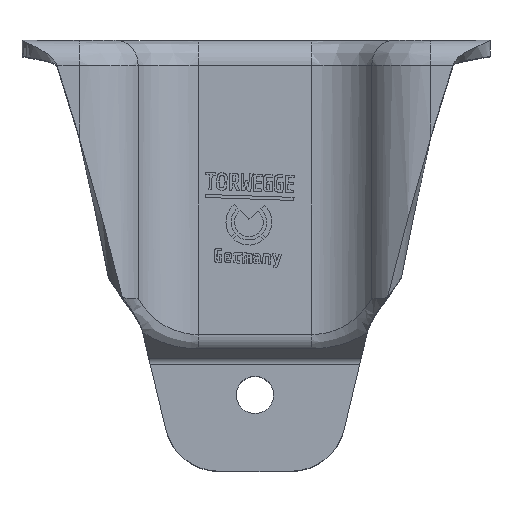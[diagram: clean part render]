
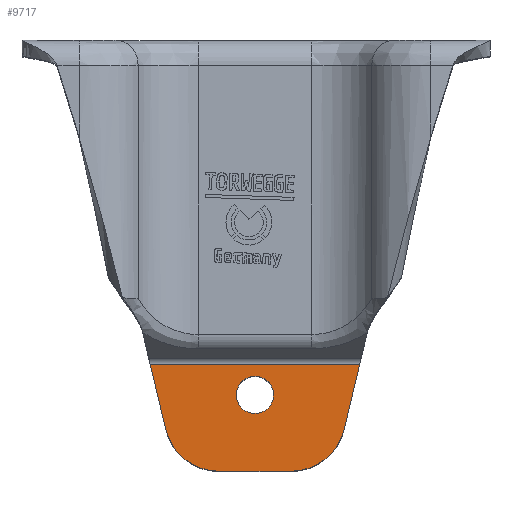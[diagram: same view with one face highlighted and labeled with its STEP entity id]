
A CAD part, top view. The second image highlights one B-rep face of the part: STEP entity #9717.
In plain terms, the highlighted planar face has unit normal (0, 0, 1).
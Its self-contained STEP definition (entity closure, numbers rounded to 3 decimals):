
#295 = DIRECTION ( 'NONE',  ( 1., 0., 0. ) ) ;
#342 = CIRCLE ( 'NONE', #5692, 4.1 ) ;
#457 = DIRECTION ( 'NONE',  ( 0., 0., -1. ) ) ;
#491 = PLANE ( 'NONE',  #4371 ) ;
#591 = DIRECTION ( 'NONE',  ( -1., 0., 0. ) ) ;
#785 = VERTEX_POINT ( 'NONE', #10578 ) ;
#1502 = CARTESIAN_POINT ( 'NONE',  ( 19.631, -85.572, 24.5 ) ) ;
#1856 = DIRECTION ( 'NONE',  ( -1., 0., 0. ) ) ;
#1954 = CIRCLE ( 'NONE', #7947, 12. ) ;
#2393 = VERTEX_POINT ( 'NONE', #13408 ) ;
#3052 = LINE ( 'NONE', #10673, #8567 ) ;
#3460 = LINE ( 'NONE', #13871, #19187 ) ;
#3746 = EDGE_CURVE ( 'NONE', #14652, #785, #3052, .T. ) ;
#3874 = EDGE_CURVE ( 'NONE', #8631, #2393, #14151, .T. ) ;
#4036 = ORIENTED_EDGE ( 'NONE', *, *, #12416, .T. ) ;
#4053 = VERTEX_POINT ( 'NONE', #4311 ) ;
#4056 = VERTEX_POINT ( 'NONE', #14437 ) ;
#4311 = CARTESIAN_POINT ( 'NONE',  ( 4.1, -78., 24.5 ) ) ;
#4371 = AXIS2_PLACEMENT_3D ( 'NONE', #19192, #8202, #591 ) ;
#4833 = EDGE_CURVE ( 'NONE', #13570, #4053, #342, .T. ) ;
#5344 = EDGE_CURVE ( 'NONE', #785, #8631, #13044, .T. ) ;
#5664 = EDGE_LOOP ( 'NONE', ( #8419, #11017, #10714, #7162, #8124, #4036 ) ) ;
#5692 = AXIS2_PLACEMENT_3D ( 'NONE', #7109, #14964, #16548 ) ;
#6957 = DIRECTION ( 'NONE',  ( 0., 0., 1. ) ) ;
#7109 = CARTESIAN_POINT ( 'NONE',  ( 0., -78., 24.5 ) ) ;
#7162 = ORIENTED_EDGE ( 'NONE', *, *, #16014, .T. ) ;
#7661 = CARTESIAN_POINT ( 'NONE',  ( 7.958, -82.788, 24.5 ) ) ;
#7947 = AXIS2_PLACEMENT_3D ( 'NONE', #14411, #6957, #11619 ) ;
#7976 = CARTESIAN_POINT ( 'NONE',  ( -4.1, -78., 24.5 ) ) ;
#7990 = DIRECTION ( 'NONE',  ( 0.232, -0.973, 0. ) ) ;
#8124 = ORIENTED_EDGE ( 'NONE', *, *, #10650, .T. ) ;
#8156 = EDGE_LOOP ( 'NONE', ( #17599, #18437 ) ) ;
#8202 = DIRECTION ( 'NONE',  ( 0., 0., 1. ) ) ;
#8419 = ORIENTED_EDGE ( 'NONE', *, *, #3746, .T. ) ;
#8567 = VECTOR ( 'NONE', #15455, 1000. ) ;
#8631 = VERTEX_POINT ( 'NONE', #15821 ) ;
#9184 = VECTOR ( 'NONE', #17812, 1000. ) ;
#9717 = ADVANCED_FACE ( 'NONE', ( #18354, #14171 ), #491, .T. ) ;
#10578 = CARTESIAN_POINT ( 'NONE',  ( 23.053, -71.221, 24.5 ) ) ;
#10639 = DIRECTION ( 'NONE',  ( 0., 0., 1. ) ) ;
#10650 = EDGE_CURVE ( 'NONE', #4056, #16913, #3460, .T. ) ;
#10673 = CARTESIAN_POINT ( 'NONE',  ( 19.631, -85.572, 24.5 ) ) ;
#10714 = ORIENTED_EDGE ( 'NONE', *, *, #3874, .T. ) ;
#11017 = ORIENTED_EDGE ( 'NONE', *, *, #5344, .T. ) ;
#11619 = DIRECTION ( 'NONE',  ( -1., 0., 0. ) ) ;
#11745 = CARTESIAN_POINT ( 'NONE',  ( 50., -71.221, 24.5 ) ) ;
#11828 = DIRECTION ( 'NONE',  ( -1., 0., 0. ) ) ;
#12416 = EDGE_CURVE ( 'NONE', #16913, #14652, #18013, .T. ) ;
#13044 = LINE ( 'NONE', #11745, #9184 ) ;
#13408 = CARTESIAN_POINT ( 'NONE',  ( -19.631, -85.572, 24.5 ) ) ;
#13568 = AXIS2_PLACEMENT_3D ( 'NONE', #15338, #457, #1856 ) ;
#13570 = VERTEX_POINT ( 'NONE', #7976 ) ;
#13620 = EDGE_CURVE ( 'NONE', #4053, #13570, #16747, .T. ) ;
#13871 = CARTESIAN_POINT ( 'NONE',  ( 50., -94.787, 24.5 ) ) ;
#14151 = LINE ( 'NONE', #15742, #16196 ) ;
#14171 = FACE_BOUND ( 'NONE', #8156, .T. ) ;
#14411 = CARTESIAN_POINT ( 'NONE',  ( -7.958, -82.788, 24.5 ) ) ;
#14437 = CARTESIAN_POINT ( 'NONE',  ( -8., -94.787, 24.5 ) ) ;
#14652 = VERTEX_POINT ( 'NONE', #1502 ) ;
#14964 = DIRECTION ( 'NONE',  ( 0., 0., -1. ) ) ;
#15338 = CARTESIAN_POINT ( 'NONE',  ( 0., -78., 24.5 ) ) ;
#15455 = DIRECTION ( 'NONE',  ( 0.232, 0.973, 0. ) ) ;
#15742 = CARTESIAN_POINT ( 'NONE',  ( -23.053, -71.221, 24.5 ) ) ;
#15821 = CARTESIAN_POINT ( 'NONE',  ( -23.053, -71.221, 24.5 ) ) ;
#16014 = EDGE_CURVE ( 'NONE', #2393, #4056, #1954, .T. ) ;
#16196 = VECTOR ( 'NONE', #7990, 1000. ) ;
#16450 = AXIS2_PLACEMENT_3D ( 'NONE', #7661, #10639, #11828 ) ;
#16548 = DIRECTION ( 'NONE',  ( -1., 0., 0. ) ) ;
#16747 = CIRCLE ( 'NONE', #13568, 4.1 ) ;
#16913 = VERTEX_POINT ( 'NONE', #17933 ) ;
#17599 = ORIENTED_EDGE ( 'NONE', *, *, #4833, .T. ) ;
#17812 = DIRECTION ( 'NONE',  ( -1., 0., 0. ) ) ;
#17933 = CARTESIAN_POINT ( 'NONE',  ( 8., -94.787, 24.5 ) ) ;
#18013 = CIRCLE ( 'NONE', #16450, 12. ) ;
#18354 = FACE_OUTER_BOUND ( 'NONE', #5664, .T. ) ;
#18437 = ORIENTED_EDGE ( 'NONE', *, *, #13620, .T. ) ;
#19187 = VECTOR ( 'NONE', #295, 1000. ) ;
#19192 = CARTESIAN_POINT ( 'NONE',  ( 50., -70.5, 24.5 ) ) ;
